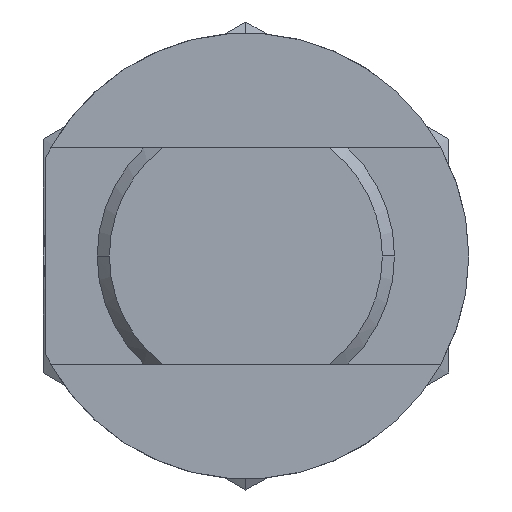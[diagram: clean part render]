
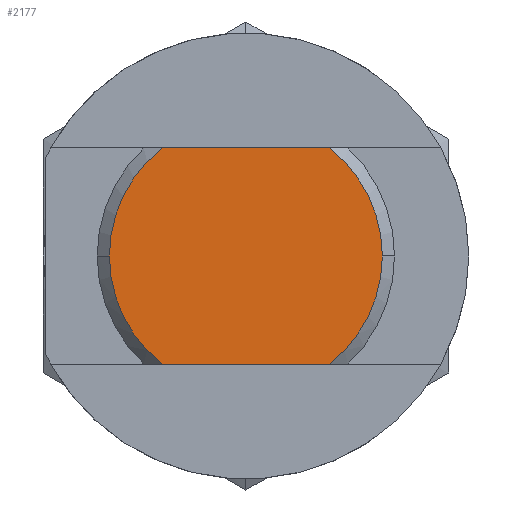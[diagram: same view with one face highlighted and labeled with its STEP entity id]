
A CAD part, front view. The second image highlights one B-rep face of the part: STEP entity #2177.
In plain terms, the highlighted planar face has unit normal (0, -1, 0).
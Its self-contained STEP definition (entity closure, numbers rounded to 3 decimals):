
#1109=CARTESIAN_POINT('',(10.1,0.0,0.));
#1110=VERTEX_POINT('',#1109);
#1117=CARTESIAN_POINT('',(6.165,0.0,-8.0));
#1118=VERTEX_POINT('',#1117);
#1119=CARTESIAN_POINT('',(0.0,0.0,0.0));
#1120=DIRECTION('',(0.0,1.0,0.0));
#1121=DIRECTION('',(1.0,0.0,0.0));
#1122=AXIS2_PLACEMENT_3D('',#1119,#1120,#1121);
#1123=CIRCLE('',#1122,10.1);
#1124=EDGE_CURVE('',#1110,#1118,#1123,.T.);
#1198=CARTESIAN_POINT('',(-10.1,0.0,0.));
#1199=VERTEX_POINT('',#1198);
#1206=CARTESIAN_POINT('',(-6.165,0.0,8.0));
#1207=VERTEX_POINT('',#1206);
#1208=CARTESIAN_POINT('',(0.0,0.0,0.0));
#1209=DIRECTION('',(0.0,1.0,0.0));
#1210=DIRECTION('',(-1.0,0.0,0.0));
#1211=AXIS2_PLACEMENT_3D('',#1208,#1209,#1210);
#1212=CIRCLE('',#1211,10.1);
#1213=EDGE_CURVE('',#1199,#1207,#1212,.T.);
#1247=CARTESIAN_POINT('',(-6.165,0.0,-8.0));
#1248=VERTEX_POINT('',#1247);
#1262=CARTESIAN_POINT('',(0.0,0.0,0.0));
#1263=DIRECTION('',(0.0,1.0,0.0));
#1264=DIRECTION('',(-1.0,0.0,0.0));
#1265=AXIS2_PLACEMENT_3D('',#1262,#1263,#1264);
#1266=CIRCLE('',#1265,10.1);
#1267=EDGE_CURVE('',#1248,#1199,#1266,.T.);
#1303=CARTESIAN_POINT('',(6.165,0.0,8.0));
#1304=VERTEX_POINT('',#1303);
#1305=CARTESIAN_POINT('',(6.165,0.0,8.0));
#1306=DIRECTION('',(-1.0,0.0,0.0));
#1307=VECTOR('',#1306,12.33);
#1308=LINE('',#1305,#1307);
#1309=EDGE_CURVE('',#1304,#1207,#1308,.T.);
#1367=CARTESIAN_POINT('',(0.0,0.0,0.0));
#1368=DIRECTION('',(0.0,1.0,0.0));
#1369=DIRECTION('',(1.0,0.0,0.0));
#1370=AXIS2_PLACEMENT_3D('',#1367,#1368,#1369);
#1371=CIRCLE('',#1370,10.1);
#1372=EDGE_CURVE('',#1304,#1110,#1371,.T.);
#1449=CARTESIAN_POINT('',(-6.165,0.0,-8.0));
#1450=DIRECTION('',(1.0,0.0,0.0));
#1451=VECTOR('',#1450,12.33);
#1452=LINE('',#1449,#1451);
#1453=EDGE_CURVE('',#1248,#1118,#1452,.T.);
#2164=CARTESIAN_POINT('',(-5.5,0.0,0.0));
#2165=DIRECTION('',(0.0,-1.0,0.0));
#2166=DIRECTION('',(0.0,0.0,-1.0));
#2167=AXIS2_PLACEMENT_3D('',#2164,#2165,#2166);
#2168=PLANE('',#2167);
#2169=ORIENTED_EDGE('',*,*,#1267,.F.);
#2170=ORIENTED_EDGE('',*,*,#1453,.T.);
#2171=ORIENTED_EDGE('',*,*,#1124,.F.);
#2172=ORIENTED_EDGE('',*,*,#1372,.F.);
#2173=ORIENTED_EDGE('',*,*,#1309,.T.);
#2174=ORIENTED_EDGE('',*,*,#1213,.F.);
#2175=EDGE_LOOP('',(#2169,#2170,#2171,#2172,#2173,#2174));
#2176=FACE_OUTER_BOUND('',#2175,.T.);
#2177=ADVANCED_FACE('',(#2176),#2168,.T.);
